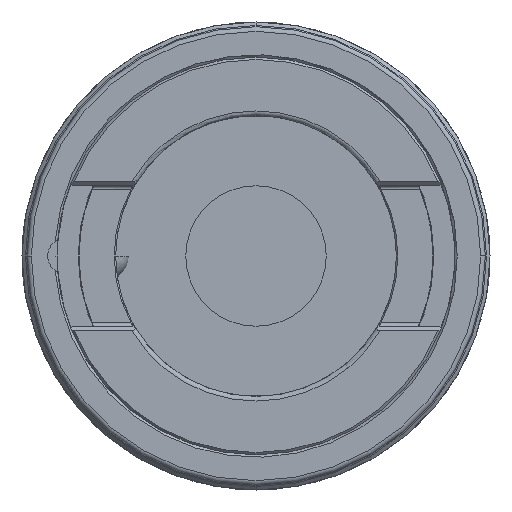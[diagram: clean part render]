
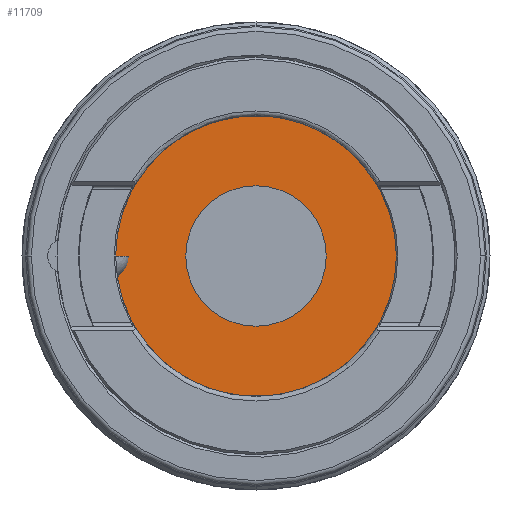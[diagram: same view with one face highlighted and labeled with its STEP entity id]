
A CAD part, front view. The second image highlights one B-rep face of the part: STEP entity #11709.
In plain terms, the highlighted planar face has unit normal (0, -1, 0).
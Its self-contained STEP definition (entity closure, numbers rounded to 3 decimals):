
#5817=CARTESIAN_POINT('',(0.,63.,0.));
#5818=DIRECTION('',(0.,-1.,0.));
#5819=DIRECTION('',(-1.,0.,0.));
#5820=AXIS2_PLACEMENT_3D('',#5817,#5818,#5819);
#5822=CARTESIAN_POINT('',(0.,63.,0.));
#5823=DIRECTION('',(0.,1.,0.));
#5824=DIRECTION('',(-1.,0.,0.));
#5825=AXIS2_PLACEMENT_3D('',#5822,#5823,#5824);
#5827=CARTESIAN_POINT('',(0.,63.,0.));
#5828=DIRECTION('',(0.,1.,0.));
#5829=DIRECTION('',(-1.,0.,0.));
#5830=AXIS2_PLACEMENT_3D('',#5827,#5828,#5829);
#5840=CARTESIAN_POINT('',(0.,63.,0.));
#5841=DIRECTION('',(0.,-1.,0.));
#5842=DIRECTION('',(-1.,0.,0.));
#5843=AXIS2_PLACEMENT_3D('',#5840,#5841,#5842);
#6238=CARTESIAN_POINT('',(-15.,63.,0.));
#6240=VERTEX_POINT('',#6238);
#6242=CARTESIAN_POINT('',(15.,63.,0.));
#6244=VERTEX_POINT('',#6242);
#6246=CARTESIAN_POINT('',(-30.25,63.,0.));
#6247=CARTESIAN_POINT('',(30.25,63.,0.));
#6248=VERTEX_POINT('',#6246);
#6249=VERTEX_POINT('',#6247);
#11694=CARTESIAN_POINT('',(0.,63.,0.));
#11695=DIRECTION('',(0.,1.,0.));
#11696=DIRECTION('',(-1.,0.,0.));
#11697=AXIS2_PLACEMENT_3D('',#11694,#11695,#11696);
#11698=PLANE('',#11697);
#11699=ORIENTED_EDGE('',*,*,#7252,.F.);
#11700=ORIENTED_EDGE('',*,*,#7233,.T.);
#11701=EDGE_LOOP('',(#11699,#11700));
#11702=FACE_OUTER_BOUND('',#11701,.F.);
#11704=ORIENTED_EDGE('',*,*,#11703,.F.);
#11706=ORIENTED_EDGE('',*,*,#11705,.T.);
#11707=EDGE_LOOP('',(#11704,#11706));
#11708=FACE_BOUND('',#11707,.F.);
#11709=ADVANCED_FACE('',(#11702,#11708),#11698,.F.);
#5821=CIRCLE('',#5820,30.25);
#5826=CIRCLE('',#5825,30.25);
#5831=CIRCLE('',#5830,15.);
#5844=CIRCLE('',#5843,15.);
#7233=EDGE_CURVE('',#6248,#6249,#5826,.T.);
#7252=EDGE_CURVE('',#6248,#6249,#5821,.T.);
#11703=EDGE_CURVE('',#6240,#6244,#5831,.T.);
#11705=EDGE_CURVE('',#6240,#6244,#5844,.T.);
